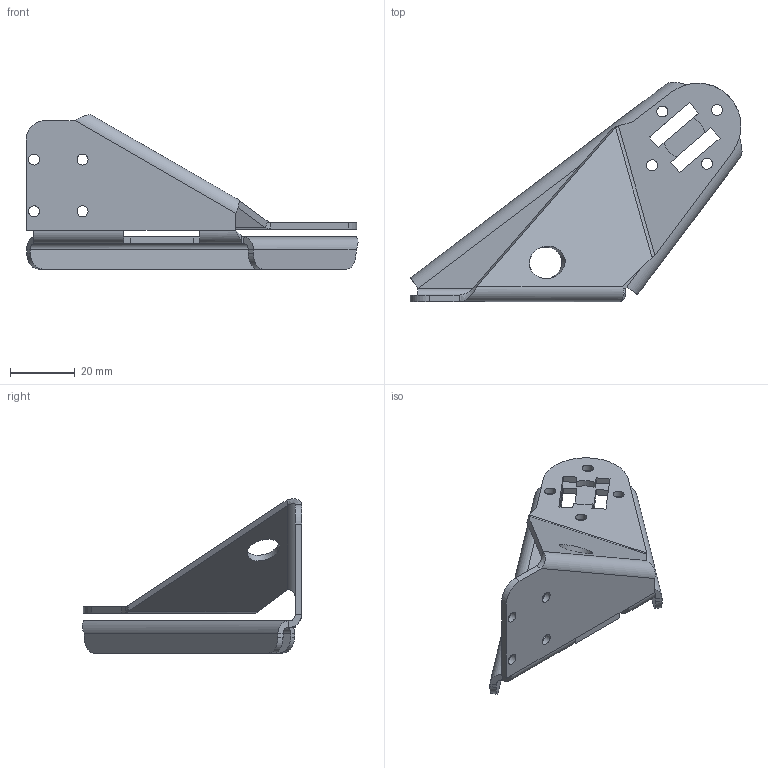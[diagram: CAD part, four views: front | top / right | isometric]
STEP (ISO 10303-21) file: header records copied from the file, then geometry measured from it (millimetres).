
FILE_DESCRIPTION(/* description */ (''),/* implementation_level */ '2;1');
FILE_NAME(/* name */ 'Trident_kinematic-left.step',/* time_stamp */ '2021-11-29T22:12:26-05:00',/* author */ (''),/* organization */ (''),/* preprocessor_version */ 'ST-DEVELOPER v18.1',/* originating_system */ 'Autodesk Translation Framework v10.10.0.1391',/* authorisation */ '');
FILE_SCHEMA (('AUTOMOTIVE_DESIGN { 1 0 10303 214 3 1 1 }'));
Length unit declared in the file: millimetre
Products named in the file (1): FusionComponent
Bounding box: 102.78 x 67.94 x 47.82 mm (x, y, z)
Volume: 17045.6 mm3; surface area: 18931.9 mm2
Topology: 1 solids, 1 shells, 108 faces, 277 edges, 169 vertices
Faces by surface type: plane 62, cylinder 37, bspline 9
Full cylindrical faces by diameter (mm): 3.4 x16, 10 x1
Entity records: 3511 total; most frequent: CARTESIAN_POINT 793, ORIENTED_EDGE 554, DIRECTION 528, EDGE_CURVE 277, LINE 196, VECTOR 196, VERTEX_POINT 169, AXIS2_PLACEMENT_3D 166
